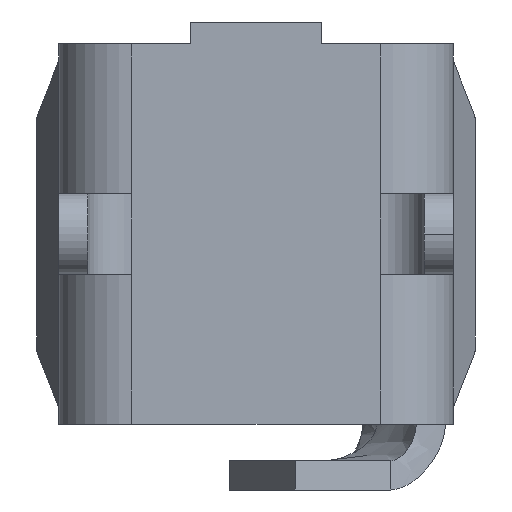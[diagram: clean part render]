
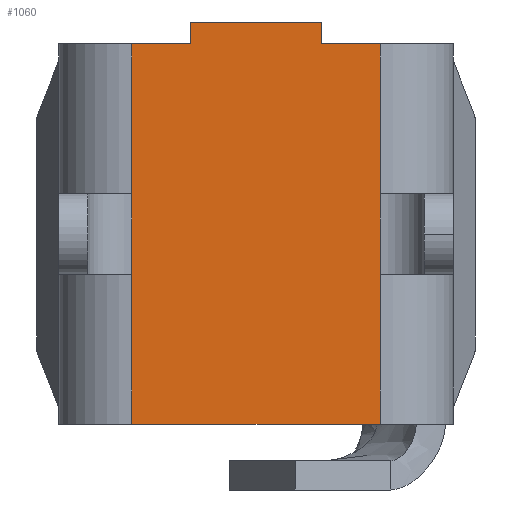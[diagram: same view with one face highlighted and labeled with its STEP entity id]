
A CAD part, front view. The second image highlights one B-rep face of the part: STEP entity #1060.
In plain terms, the highlighted planar face has unit normal (0, -1, 0).
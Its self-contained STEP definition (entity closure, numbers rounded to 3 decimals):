
#86 = VERTEX_POINT ( 'NONE', #4518 ) ;
#95 = VERTEX_POINT ( 'NONE', #4511 ) ;
#98 = VERTEX_POINT ( 'NONE', #2428 ) ;
#107 = VERTEX_POINT ( 'NONE', #2435 ) ;
#111 = VERTEX_POINT ( 'NONE', #2424 ) ;
#788 = CARTESIAN_POINT ( 'NONE',  ( 1.7, 0., 0.552 ) ) ;
#790 = DIRECTION ( 'NONE',  ( 0., 0., -1. ) ) ;
#1060 = ADVANCED_FACE ( 'NONE', ( #3828 ), #2379, .F. ) ;
#1253 = EDGE_LOOP ( 'NONE', ( #3591, #3590, #3588, #3598, #3597, #3596, #3595, #3533, #3521, #3577, #3564, #3602, #3589, #3627 ) ) ;
#1358 = LINE ( 'NONE', #3111, #1361 ) ;
#1361 = VECTOR ( 'NONE', #3113, 1000. ) ;
#1362 = LINE ( 'NONE', #3112, #1367 ) ;
#1367 = VECTOR ( 'NONE', #3118, 1000. ) ;
#1374 = LINE ( 'NONE', #3127, #1377 ) ;
#1376 = LINE ( 'NONE', #3129, #1379 ) ;
#1377 = VECTOR ( 'NONE', #3128, 1000. ) ;
#1379 = VECTOR ( 'NONE', #3130, 1000. ) ;
#1380 = LINE ( 'NONE', #3124, #1387 ) ;
#1386 = LINE ( 'NONE', #3136, #1395 ) ;
#1387 = VECTOR ( 'NONE', #3138, 1000. ) ;
#1390 = LINE ( 'NONE', #3143, #1393 ) ;
#1392 = LINE ( 'NONE', #3139, #1397 ) ;
#1393 = VECTOR ( 'NONE', #3145, 1000. ) ;
#1394 = LINE ( 'NONE', #3144, #1401 ) ;
#1395 = VECTOR ( 'NONE', #3146, 1000. ) ;
#1396 = LINE ( 'NONE', #3149, #1399 ) ;
#1397 = VECTOR ( 'NONE', #3148, 1000. ) ;
#1399 = VECTOR ( 'NONE', #3151, 1000. ) ;
#1400 = LINE ( 'NONE', #3153, #1403 ) ;
#1401 = VECTOR ( 'NONE', #3152, 1000. ) ;
#1402 = LINE ( 'NONE', #3155, #1405 ) ;
#1403 = VECTOR ( 'NONE', #3154, 1000. ) ;
#1404 = LINE ( 'NONE', #3157, #1407 ) ;
#1405 = VECTOR ( 'NONE', #3156, 1000. ) ;
#1407 = VECTOR ( 'NONE', #3158, 1000. ) ;
#1494 = LINE ( 'NONE', #788, #1497 ) ;
#1497 = VECTOR ( 'NONE', #790, 1000. ) ;
#1719 = VERTEX_POINT ( 'NONE', #4821 ) ;
#1723 = VERTEX_POINT ( 'NONE', #4818 ) ;
#2071 = VERTEX_POINT ( 'NONE', #4855 ) ;
#2082 = VERTEX_POINT ( 'NONE', #4862 ) ;
#2093 = VERTEX_POINT ( 'NONE', #4873 ) ;
#2379 = PLANE ( 'NONE',  #4225 ) ;
#2380 = CARTESIAN_POINT ( 'NONE',  ( 1.7, 0., 2.9 ) ) ;
#2385 = DIRECTION ( 'NONE',  ( 0., 1., 0. ) ) ;
#2386 = DIRECTION ( 'NONE',  ( 0., 0., 1. ) ) ;
#2424 = CARTESIAN_POINT ( 'NONE',  ( -1.7, 0., 0.55 ) ) ;
#2428 = CARTESIAN_POINT ( 'NONE',  ( -0.9, 0., 2.6 ) ) ;
#2435 = CARTESIAN_POINT ( 'NONE',  ( 0.9, 0., 2.6 ) ) ;
#2848 = VERTEX_POINT ( 'NONE', #4721 ) ;
#2923 = EDGE_CURVE ( 'NONE', #95, #98, #1358, .T. ) ;
#2926 = EDGE_CURVE ( 'NONE', #98, #4291, #1362, .T. ) ;
#2931 = EDGE_CURVE ( 'NONE', #4291, #2848, #1374, .T. ) ;
#2932 = EDGE_CURVE ( 'NONE', #2848, #107, #1376, .T. ) ;
#2936 = EDGE_CURVE ( 'NONE', #111, #86, #1380, .T. ) ;
#2939 = EDGE_CURVE ( 'NONE', #95, #86, #1390, .T. ) ;
#2940 = EDGE_CURVE ( 'NONE', #4266, #111, #1386, .T. ) ;
#2941 = EDGE_CURVE ( 'NONE', #4266, #4274, #1392, .T. ) ;
#2942 = EDGE_CURVE ( 'NONE', #2071, #4274, #1396, .T. ) ;
#2943 = EDGE_CURVE ( 'NONE', #2093, #2071, #1394, .T. ) ;
#2944 = EDGE_CURVE ( 'NONE', #1719, #2093, #1400, .T. ) ;
#2945 = EDGE_CURVE ( 'NONE', #2082, #1723, #1402, .T. ) ;
#2946 = EDGE_CURVE ( 'NONE', #107, #2082, #1404, .T. ) ;
#3111 = CARTESIAN_POINT ( 'NONE',  ( -15.007, 0., 2.6 ) ) ;
#3112 = CARTESIAN_POINT ( 'NONE',  ( -0.9, 0., 2.9 ) ) ;
#3113 = DIRECTION ( 'NONE',  ( 1., 0., 0. ) ) ;
#3118 = DIRECTION ( 'NONE',  ( 0., 0., 1. ) ) ;
#3124 = CARTESIAN_POINT ( 'NONE',  ( -1.7, 0., 0.552 ) ) ;
#3127 = CARTESIAN_POINT ( 'NONE',  ( 1.7, 0., 2.9 ) ) ;
#3128 = DIRECTION ( 'NONE',  ( 1., 0., 0. ) ) ;
#3129 = CARTESIAN_POINT ( 'NONE',  ( 0.9, 0., 2.6 ) ) ;
#3130 = DIRECTION ( 'NONE',  ( 0., 0., -1. ) ) ;
#3136 = CARTESIAN_POINT ( 'NONE',  ( -1.7, 0., 0.552 ) ) ;
#3138 = DIRECTION ( 'NONE',  ( 0., 0., 1. ) ) ;
#3139 = CARTESIAN_POINT ( 'NONE',  ( -1.7, 0., 2.9 ) ) ;
#3143 = CARTESIAN_POINT ( 'NONE',  ( -1.7, 0., 2.9 ) ) ;
#3144 = CARTESIAN_POINT ( 'NONE',  ( 1.7, 0., 2.9 ) ) ;
#3145 = DIRECTION ( 'NONE',  ( 0., 0., -1. ) ) ;
#3146 = DIRECTION ( 'NONE',  ( 0., 0., 1. ) ) ;
#3148 = DIRECTION ( 'NONE',  ( 0., 0., -1. ) ) ;
#3149 = CARTESIAN_POINT ( 'NONE',  ( 15.007, 0., -2.6 ) ) ;
#3151 = DIRECTION ( 'NONE',  ( -1., 0., 0. ) ) ;
#3152 = DIRECTION ( 'NONE',  ( 0., 0., -1. ) ) ;
#3153 = CARTESIAN_POINT ( 'NONE',  ( 1.7, 0., 0.55 ) ) ;
#3154 = DIRECTION ( 'NONE',  ( 0., 0., -1. ) ) ;
#3155 = CARTESIAN_POINT ( 'NONE',  ( 1.7, 0., 2.9 ) ) ;
#3156 = DIRECTION ( 'NONE',  ( 0., 0., -1. ) ) ;
#3157 = CARTESIAN_POINT ( 'NONE',  ( 0.9, 0., 2.6 ) ) ;
#3158 = DIRECTION ( 'NONE',  ( 1., 0., 0. ) ) ;
#3292 = EDGE_CURVE ( 'NONE', #1723, #1719, #1494, .T. ) ;
#3521 = ORIENTED_EDGE ( 'NONE', *, *, #2945, .F. ) ;
#3533 = ORIENTED_EDGE ( 'NONE', *, *, #3292, .F. ) ;
#3564 = ORIENTED_EDGE ( 'NONE', *, *, #2932, .F. ) ;
#3577 = ORIENTED_EDGE ( 'NONE', *, *, #2946, .F. ) ;
#3588 = ORIENTED_EDGE ( 'NONE', *, *, #2940, .F. ) ;
#3589 = ORIENTED_EDGE ( 'NONE', *, *, #2926, .F. ) ;
#3590 = ORIENTED_EDGE ( 'NONE', *, *, #2936, .F. ) ;
#3591 = ORIENTED_EDGE ( 'NONE', *, *, #2939, .T. ) ;
#3595 = ORIENTED_EDGE ( 'NONE', *, *, #2944, .F. ) ;
#3596 = ORIENTED_EDGE ( 'NONE', *, *, #2943, .F. ) ;
#3597 = ORIENTED_EDGE ( 'NONE', *, *, #2942, .F. ) ;
#3598 = ORIENTED_EDGE ( 'NONE', *, *, #2941, .T. ) ;
#3602 = ORIENTED_EDGE ( 'NONE', *, *, #2931, .F. ) ;
#3627 = ORIENTED_EDGE ( 'NONE', *, *, #2923, .F. ) ;
#3828 = FACE_OUTER_BOUND ( 'NONE', #1253, .T. ) ;
#4108 = CARTESIAN_POINT ( 'NONE',  ( -1.7, 0., -0.551 ) ) ;
#4110 = CARTESIAN_POINT ( 'NONE',  ( -1.7, 0., -2.6 ) ) ;
#4125 = CARTESIAN_POINT ( 'NONE',  ( -0.9, 0., 2.9 ) ) ;
#4225 = AXIS2_PLACEMENT_3D ( 'NONE', #2380, #2385, #2386 ) ;
#4266 = VERTEX_POINT ( 'NONE', #4108 ) ;
#4274 = VERTEX_POINT ( 'NONE', #4110 ) ;
#4291 = VERTEX_POINT ( 'NONE', #4125 ) ;
#4511 = CARTESIAN_POINT ( 'NONE',  ( -1.7, 0., 2.6 ) ) ;
#4518 = CARTESIAN_POINT ( 'NONE',  ( -1.7, 0., 0.552 ) ) ;
#4721 = CARTESIAN_POINT ( 'NONE',  ( 0.9, 0., 2.9 ) ) ;
#4818 = CARTESIAN_POINT ( 'NONE',  ( 1.7, 0., 0.552 ) ) ;
#4821 = CARTESIAN_POINT ( 'NONE',  ( 1.7, 0., 0.55 ) ) ;
#4855 = CARTESIAN_POINT ( 'NONE',  ( 1.7, 0., -2.6 ) ) ;
#4862 = CARTESIAN_POINT ( 'NONE',  ( 1.7, 0., 2.6 ) ) ;
#4873 = CARTESIAN_POINT ( 'NONE',  ( 1.7, 0., -0.551 ) ) ;
